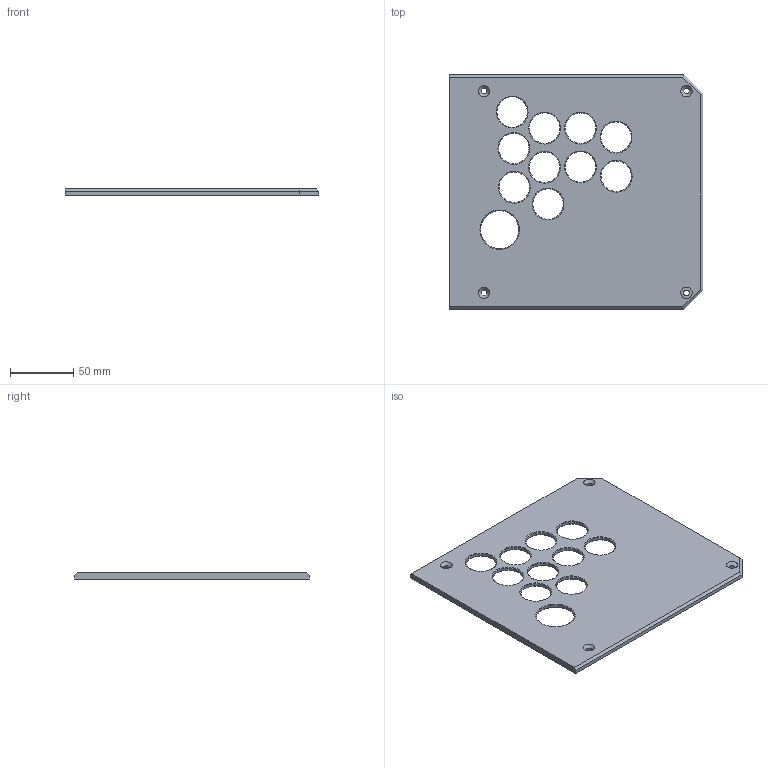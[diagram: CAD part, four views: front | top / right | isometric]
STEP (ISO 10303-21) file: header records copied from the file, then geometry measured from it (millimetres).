
FILE_DESCRIPTION(/* description */ ('','CAx-IF Rec.Pracs.---Representation and Presentation of Product Manufacturing Information (PMI)---4.0---2014-10-13'),/* implementation_level */ '2;1');
FILE_NAME(/* name */ 'OSM - Right Stickless.step',/* time_stamp */ '2025-03-02T20:47:05-05:00',/* author */ (''),/* organization */ (''),/* preprocessor_version */ 'ST-DEVELOPER v20',/* originating_system */ 'Autodesk Translation Framework v13.20.0.188',/* authorisation */ '');
FILE_SCHEMA (('AP242_MANAGED_MODEL_BASED_3D_ENGINEERING_MIM_LF { 1 0 10303 442 1 1 4 }'));
Length unit declared in the file: millimetre
Products named in the file (1): Core
Bounding box: 200 x 185 x 5 mm (x, y, z)
Volume: 150183 mm3; surface area: 69700.9 mm2
Topology: 1 solids, 1 shells, 96 faces, 243 edges, 151 vertices
Faces by surface type: cone 43, cylinder 34, plane 19
Full cylindrical faces by diameter (mm): 4.5 x6, 24.05 x10, 30.05 x1, 35 x1
Entity records: 3026 total; most frequent: CARTESIAN_POINT 559, DIRECTION 550, ORIENTED_EDGE 486, EDGE_CURVE 243, AXIS2_PLACEMENT_3D 230, VERTEX_POINT 151, CIRCLE 133, EDGE_LOOP 128
